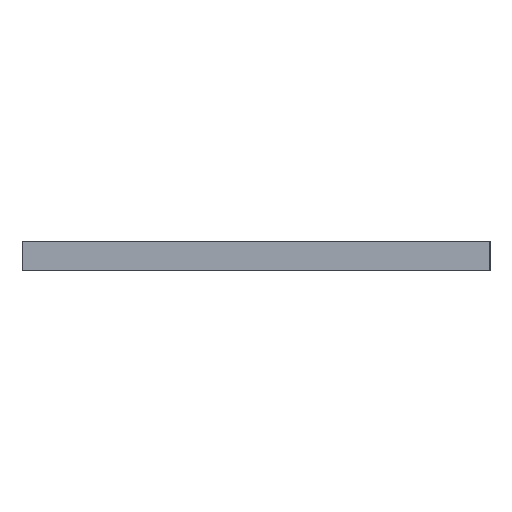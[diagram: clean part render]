
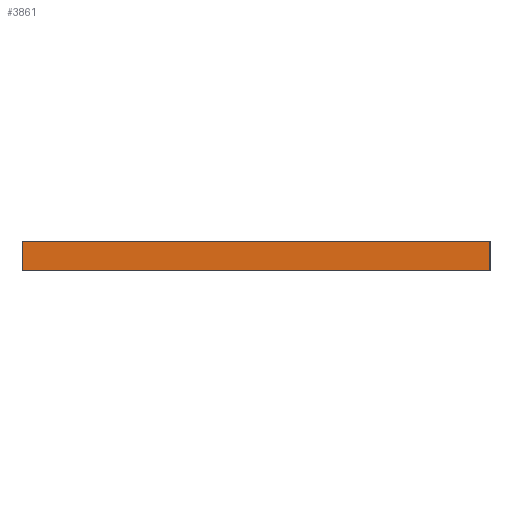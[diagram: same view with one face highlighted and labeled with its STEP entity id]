
A CAD part, left-side view. The second image highlights one B-rep face of the part: STEP entity #3861.
In plain terms, the highlighted planar face has unit normal (-1, 0, 0).
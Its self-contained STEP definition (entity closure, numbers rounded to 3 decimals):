
#83 = PLANE('',#84);
#84 = AXIS2_PLACEMENT_3D('',#85,#86,#87);
#85 = CARTESIAN_POINT('',(-190.,-12.5,1.6));
#86 = DIRECTION('',(0.,0.,1.));
#87 = DIRECTION('',(1.,0.,-0.));
#137 = PLANE('',#138);
#138 = AXIS2_PLACEMENT_3D('',#139,#140,#141);
#139 = CARTESIAN_POINT('',(-190.,-12.5,0.));
#140 = DIRECTION('',(0.,0.,1.));
#141 = DIRECTION('',(1.,0.,-0.));
#442 = VERTEX_POINT('',#443);
#443 = CARTESIAN_POINT('',(-380.,-0.,0.));
#457 = PLANE('',#458);
#458 = AXIS2_PLACEMENT_3D('',#459,#460,#461);
#459 = CARTESIAN_POINT('',(-378.75,0.,0.));
#460 = DIRECTION('',(0.,-1.,0.));
#461 = DIRECTION('',(-1.,0.,0.));
#469 = EDGE_CURVE('',#442,#470,#472,.T.);
#470 = VERTEX_POINT('',#471);
#471 = CARTESIAN_POINT('',(-380.,-25.,0.));
#472 = SURFACE_CURVE('',#473,(#477,#484),.PCURVE_S1.);
#473 = LINE('',#474,#475);
#474 = CARTESIAN_POINT('',(-380.,-0.,0.));
#475 = VECTOR('',#476,1.);
#476 = DIRECTION('',(0.,-1.,0.));
#477 = PCURVE('',#137,#478);
#478 = DEFINITIONAL_REPRESENTATION('',(#479),#483);
#479 = LINE('',#480,#481);
#480 = CARTESIAN_POINT('',(-190.,12.5));
#481 = VECTOR('',#482,1.);
#482 = DIRECTION('',(0.,-1.));
#483 = ( GEOMETRIC_REPRESENTATION_CONTEXT(2) 
PARAMETRIC_REPRESENTATION_CONTEXT() REPRESENTATION_CONTEXT('2D SPACE',''
  ) );
#484 = PCURVE('',#485,#490);
#485 = PLANE('',#486);
#486 = AXIS2_PLACEMENT_3D('',#487,#488,#489);
#487 = CARTESIAN_POINT('',(-380.,-0.,0.));
#488 = DIRECTION('',(1.,0.,-0.));
#489 = DIRECTION('',(0.,-1.,0.));
#490 = DEFINITIONAL_REPRESENTATION('',(#491),#495);
#491 = LINE('',#492,#493);
#492 = CARTESIAN_POINT('',(0.,0.));
#493 = VECTOR('',#494,1.);
#494 = DIRECTION('',(1.,0.));
#495 = ( GEOMETRIC_REPRESENTATION_CONTEXT(2) 
PARAMETRIC_REPRESENTATION_CONTEXT() REPRESENTATION_CONTEXT('2D SPACE',''
  ) );
#513 = PLANE('',#514);
#514 = AXIS2_PLACEMENT_3D('',#515,#516,#517);
#515 = CARTESIAN_POINT('',(-380.,-25.,0.));
#516 = DIRECTION('',(0.,1.,0.));
#517 = DIRECTION('',(1.,0.,0.));
#2242 = VERTEX_POINT('',#2243);
#2243 = CARTESIAN_POINT('',(-380.,0.,1.6));
#2264 = EDGE_CURVE('',#2242,#2265,#2267,.T.);
#2265 = VERTEX_POINT('',#2266);
#2266 = CARTESIAN_POINT('',(-380.,-25.,1.6));
#2267 = SURFACE_CURVE('',#2268,(#2272,#2279),.PCURVE_S1.);
#2268 = LINE('',#2269,#2270);
#2269 = CARTESIAN_POINT('',(-380.,0.,1.6));
#2270 = VECTOR('',#2271,1.);
#2271 = DIRECTION('',(0.,-1.,0.));
#2272 = PCURVE('',#83,#2273);
#2273 = DEFINITIONAL_REPRESENTATION('',(#2274),#2278);
#2274 = LINE('',#2275,#2276);
#2275 = CARTESIAN_POINT('',(-190.,12.5));
#2276 = VECTOR('',#2277,1.);
#2277 = DIRECTION('',(0.,-1.));
#2278 = ( GEOMETRIC_REPRESENTATION_CONTEXT(2) 
PARAMETRIC_REPRESENTATION_CONTEXT() REPRESENTATION_CONTEXT('2D SPACE',''
  ) );
#2279 = PCURVE('',#485,#2280);
#2280 = DEFINITIONAL_REPRESENTATION('',(#2281),#2285);
#2281 = LINE('',#2282,#2283);
#2282 = CARTESIAN_POINT('',(0.,-1.6));
#2283 = VECTOR('',#2284,1.);
#2284 = DIRECTION('',(1.,0.));
#2285 = ( GEOMETRIC_REPRESENTATION_CONTEXT(2) 
PARAMETRIC_REPRESENTATION_CONTEXT() REPRESENTATION_CONTEXT('2D SPACE',''
  ) );
#3811 = EDGE_CURVE('',#470,#2265,#3812,.T.);
#3812 = SURFACE_CURVE('',#3813,(#3817,#3824),.PCURVE_S1.);
#3813 = LINE('',#3814,#3815);
#3814 = CARTESIAN_POINT('',(-380.,-25.,0.));
#3815 = VECTOR('',#3816,1.);
#3816 = DIRECTION('',(0.,0.,1.));
#3817 = PCURVE('',#513,#3818);
#3818 = DEFINITIONAL_REPRESENTATION('',(#3819),#3823);
#3819 = LINE('',#3820,#3821);
#3820 = CARTESIAN_POINT('',(0.,0.));
#3821 = VECTOR('',#3822,1.);
#3822 = DIRECTION('',(0.,-1.));
#3823 = ( GEOMETRIC_REPRESENTATION_CONTEXT(2) 
PARAMETRIC_REPRESENTATION_CONTEXT() REPRESENTATION_CONTEXT('2D SPACE',''
  ) );
#3824 = PCURVE('',#485,#3825);
#3825 = DEFINITIONAL_REPRESENTATION('',(#3826),#3830);
#3826 = LINE('',#3827,#3828);
#3827 = CARTESIAN_POINT('',(25.,0.));
#3828 = VECTOR('',#3829,1.);
#3829 = DIRECTION('',(0.,-1.));
#3830 = ( GEOMETRIC_REPRESENTATION_CONTEXT(2) 
PARAMETRIC_REPRESENTATION_CONTEXT() REPRESENTATION_CONTEXT('2D SPACE',''
  ) );
#3861 = ADVANCED_FACE('',(#3862),#485,.F.);
#3862 = FACE_BOUND('',#3863,.F.);
#3863 = EDGE_LOOP('',(#3864,#3885,#3886,#3887));
#3864 = ORIENTED_EDGE('',*,*,#3865,.T.);
#3865 = EDGE_CURVE('',#442,#2242,#3866,.T.);
#3866 = SURFACE_CURVE('',#3867,(#3871,#3878),.PCURVE_S1.);
#3867 = LINE('',#3868,#3869);
#3868 = CARTESIAN_POINT('',(-380.,-0.,0.));
#3869 = VECTOR('',#3870,1.);
#3870 = DIRECTION('',(0.,0.,1.));
#3871 = PCURVE('',#485,#3872);
#3872 = DEFINITIONAL_REPRESENTATION('',(#3873),#3877);
#3873 = LINE('',#3874,#3875);
#3874 = CARTESIAN_POINT('',(0.,0.));
#3875 = VECTOR('',#3876,1.);
#3876 = DIRECTION('',(0.,-1.));
#3877 = ( GEOMETRIC_REPRESENTATION_CONTEXT(2) 
PARAMETRIC_REPRESENTATION_CONTEXT() REPRESENTATION_CONTEXT('2D SPACE',''
  ) );
#3878 = PCURVE('',#457,#3879);
#3879 = DEFINITIONAL_REPRESENTATION('',(#3880),#3884);
#3880 = LINE('',#3881,#3882);
#3881 = CARTESIAN_POINT('',(1.25,0.));
#3882 = VECTOR('',#3883,1.);
#3883 = DIRECTION('',(0.,-1.));
#3884 = ( GEOMETRIC_REPRESENTATION_CONTEXT(2) 
PARAMETRIC_REPRESENTATION_CONTEXT() REPRESENTATION_CONTEXT('2D SPACE',''
  ) );
#3885 = ORIENTED_EDGE('',*,*,#2264,.T.);
#3886 = ORIENTED_EDGE('',*,*,#3811,.F.);
#3887 = ORIENTED_EDGE('',*,*,#469,.F.);
